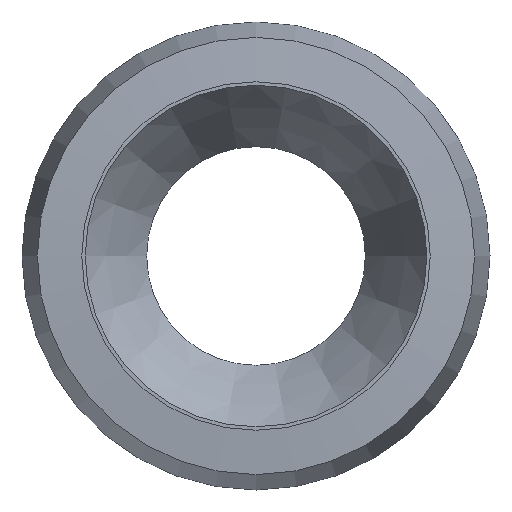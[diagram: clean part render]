
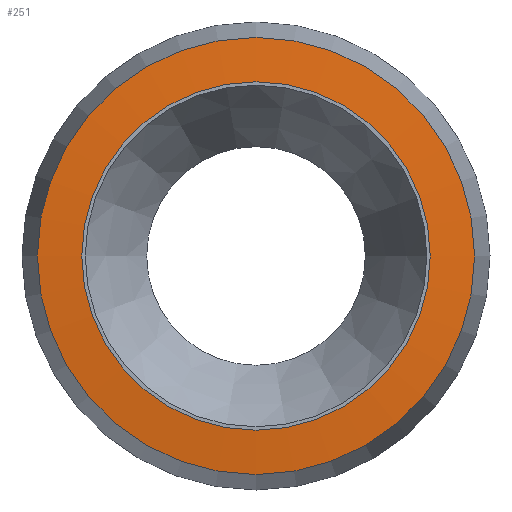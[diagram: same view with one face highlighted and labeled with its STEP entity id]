
A CAD part, left-side view. The second image highlights one B-rep face of the part: STEP entity #251.
In plain terms, the highlighted conical face has half-angle 85 degrees and reference radius 28.745 mm.
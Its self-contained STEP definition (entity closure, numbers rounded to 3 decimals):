
#217=CARTESIAN_POINT('',(-23.,25.5,0.0));
#218=VERTEX_POINT('',#217);
#219=CARTESIAN_POINT('',(-23.,0.0,0.0));
#220=DIRECTION('',(1.0,0.0,0.0));
#221=DIRECTION('',(0.0,1.0,0.0));
#222=AXIS2_PLACEMENT_3D('',#219,#220,#221);
#223=CIRCLE('',#222,25.5);
#224=EDGE_CURVE('',#218,#218,#223,.T.);
#232=CARTESIAN_POINT('',(-22.716,0.0,0.0));
#233=DIRECTION('',(1.0,0.0,0.0));
#234=DIRECTION('',(0.0,1.0,0.0));
#235=AXIS2_PLACEMENT_3D('',#232,#233,#234);
#236=CONICAL_SURFACE('',#235,28.745,85.0);
#237=CARTESIAN_POINT('',(-22.432,31.991,0.0));
#238=VERTEX_POINT('',#237);
#239=CARTESIAN_POINT('',(-22.432,0.0,0.0));
#240=DIRECTION('',(1.0,0.0,0.0));
#241=DIRECTION('',(0.0,1.0,0.0));
#242=AXIS2_PLACEMENT_3D('',#239,#240,#241);
#243=CIRCLE('',#242,31.991);
#244=EDGE_CURVE('',#238,#238,#243,.T.);
#245=ORIENTED_EDGE('',*,*,#244,.F.);
#246=EDGE_LOOP('',(#245));
#247=FACE_OUTER_BOUND('',#246,.T.);
#248=ORIENTED_EDGE('',*,*,#224,.T.);
#249=EDGE_LOOP('',(#248));
#250=FACE_BOUND('',#249,.T.);
#251=ADVANCED_FACE('',(#247,#250),#236,.T.);
